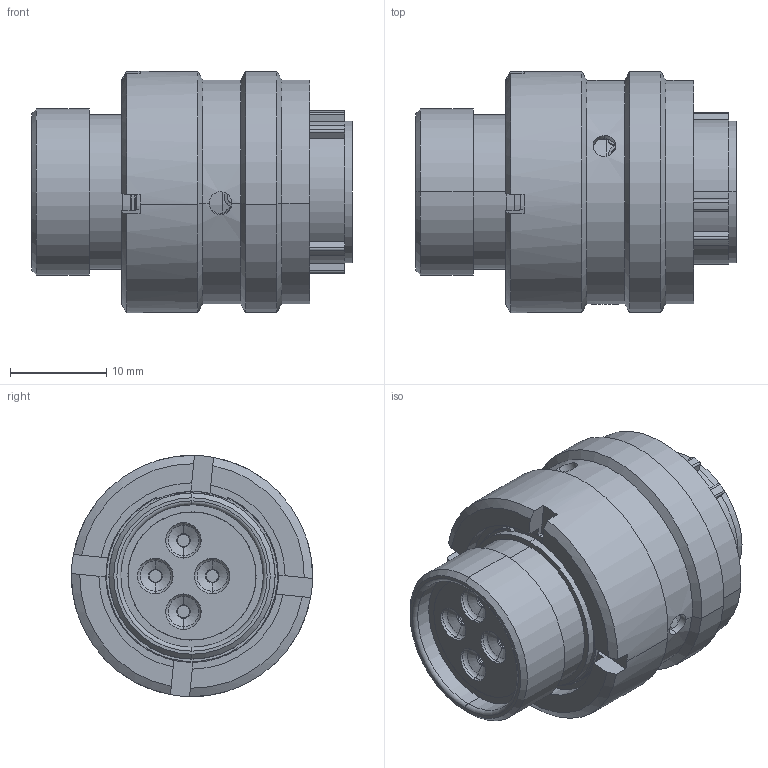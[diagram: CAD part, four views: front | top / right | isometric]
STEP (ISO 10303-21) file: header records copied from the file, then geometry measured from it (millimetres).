
FILE_DESCRIPTION (( 'STEP AP214' ), '1' );
FILE_NAME ('AS612-04PA.STEP', '2017-11-22T16:21:38', ( 'TE Connectivity' ), ( 'TE Connectivity' ), 'SwSTEP 2.0', 'SolidWorks 2015', '' );
FILE_SCHEMA (( 'AUTOMOTIVE_DESIGN' ));
Length unit declared in the file: millimetre
Products named in the file (1): AS612-04PA
Bounding box: 33.37 x 25.09 x 25.09 mm (x, y, z)
Volume: 7602.6 mm3; surface area: 12011.1 mm2
Topology: 14 solids, 14 shells, 709 faces, 1915 edges, 1257 vertices
Faces by surface type: plane 373, cylinder 237, torus 50, cone 36, bspline 9, sphere 4
Entity records: 35254 total; most frequent: CARTESIAN_POINT 11134, ORIENTED_EDGE 3810, DIRECTION 2815, EDGE_CURVE 1905, VERTEX_POINT 1251, AXIS2_PLACEMENT_3D 1127, EDGE_LOOP 766, B_SPLINE_CURVE_WITH_KNOTS 732
